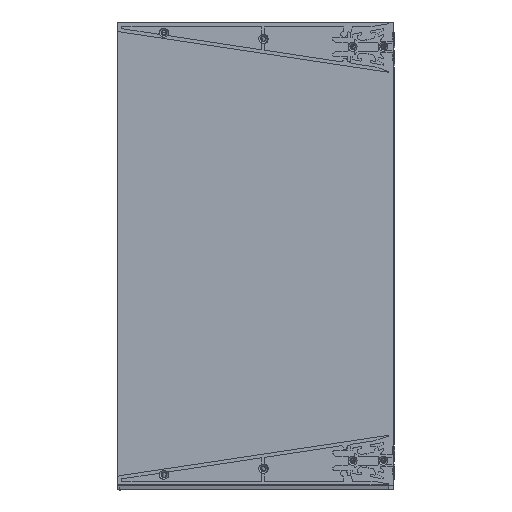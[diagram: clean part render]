
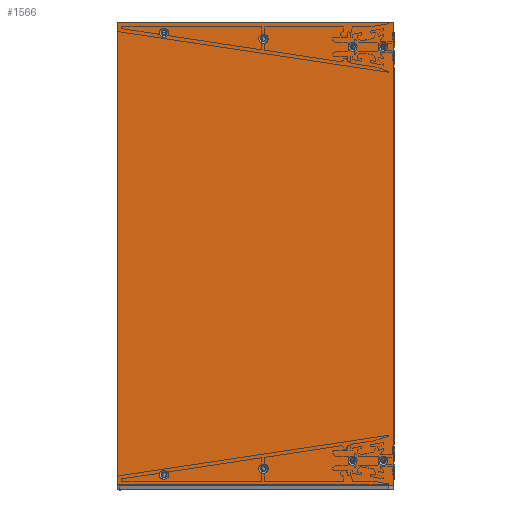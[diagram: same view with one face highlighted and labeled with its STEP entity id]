
A CAD part, top view. The second image highlights one B-rep face of the part: STEP entity #1566.
In plain terms, the highlighted planar face has unit normal (0, 0, 1).
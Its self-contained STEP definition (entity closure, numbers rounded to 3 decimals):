
#1566=ADVANCED_FACE('',(#4110,#4111,#4112,#4113,#4114,#4115,#4116,#4117,#4118),#4119,.T.);
#4110=FACE_BOUND('',#6837,.T.);
#4111=FACE_BOUND('',#6838,.T.);
#4112=FACE_BOUND('',#6839,.T.);
#4113=FACE_BOUND('',#6840,.T.);
#4114=FACE_BOUND('',#6841,.T.);
#4115=FACE_BOUND('',#6842,.T.);
#4116=FACE_BOUND('',#6843,.T.);
#4117=FACE_BOUND('',#6844,.T.);
#4118=FACE_OUTER_BOUND('',#6845,.T.);
#4119=PLANE('',#6846);
#6837=EDGE_LOOP('',(#17106,#17107));
#6838=EDGE_LOOP('',(#17108,#17109));
#6839=EDGE_LOOP('',(#17110,#17111));
#6840=EDGE_LOOP('',(#17112,#17113));
#6841=EDGE_LOOP('',(#17114,#17115));
#6842=EDGE_LOOP('',(#17116,#17117));
#6843=EDGE_LOOP('',(#17118,#17119));
#6844=EDGE_LOOP('',(#17120,#17121));
#6845=EDGE_LOOP('',(#17122,#17123,#17124,#17125,#17126,#17127,#17128,#17129));
#6846=AXIS2_PLACEMENT_3D('',#17130,#17131,#17132);
#17106=ORIENTED_EDGE('',*,*,#20850,.F.);
#17107=ORIENTED_EDGE('',*,*,#20945,.F.);
#17108=ORIENTED_EDGE('',*,*,#20859,.F.);
#17109=ORIENTED_EDGE('',*,*,#20946,.F.);
#17110=ORIENTED_EDGE('',*,*,#20868,.F.);
#17111=ORIENTED_EDGE('',*,*,#20947,.F.);
#17112=ORIENTED_EDGE('',*,*,#20877,.F.);
#17113=ORIENTED_EDGE('',*,*,#20948,.F.);
#17114=ORIENTED_EDGE('',*,*,#20886,.F.);
#17115=ORIENTED_EDGE('',*,*,#20949,.F.);
#17116=ORIENTED_EDGE('',*,*,#20895,.F.);
#17117=ORIENTED_EDGE('',*,*,#20950,.F.);
#17118=ORIENTED_EDGE('',*,*,#20904,.F.);
#17119=ORIENTED_EDGE('',*,*,#20951,.F.);
#17120=ORIENTED_EDGE('',*,*,#20913,.F.);
#17121=ORIENTED_EDGE('',*,*,#20952,.F.);
#17122=ORIENTED_EDGE('',*,*,#20923,.F.);
#17123=ORIENTED_EDGE('',*,*,#20944,.F.);
#17124=ORIENTED_EDGE('',*,*,#20941,.F.);
#17125=ORIENTED_EDGE('',*,*,#20938,.F.);
#17126=ORIENTED_EDGE('',*,*,#20935,.F.);
#17127=ORIENTED_EDGE('',*,*,#20932,.F.);
#17128=ORIENTED_EDGE('',*,*,#20929,.F.);
#17129=ORIENTED_EDGE('',*,*,#20926,.F.);
#17130=CARTESIAN_POINT('',(83.477,7.942,2.0));
#17131=DIRECTION('',(0.0,0.,1.0));
#17132=DIRECTION('',(0.0,1.0,0.));
#20850=EDGE_CURVE('',#26434,#26437,#26438,.T.);
#20859=EDGE_CURVE('',#26451,#26454,#26455,.T.);
#20868=EDGE_CURVE('',#26468,#26471,#26472,.T.);
#20877=EDGE_CURVE('',#26485,#26488,#26489,.T.);
#20886=EDGE_CURVE('',#26502,#26505,#26506,.T.);
#20895=EDGE_CURVE('',#26519,#26522,#26523,.T.);
#20904=EDGE_CURVE('',#26536,#26539,#26540,.T.);
#20913=EDGE_CURVE('',#26553,#26556,#26557,.T.);
#20923=EDGE_CURVE('',#26573,#26575,#26576,.T.);
#20926=EDGE_CURVE('',#26575,#26580,#26581,.T.);
#20929=EDGE_CURVE('',#26580,#26585,#26586,.T.);
#20932=EDGE_CURVE('',#26585,#26590,#26591,.T.);
#20935=EDGE_CURVE('',#26590,#26595,#26596,.T.);
#20938=EDGE_CURVE('',#26595,#26600,#26601,.T.);
#20941=EDGE_CURVE('',#26600,#26605,#26606,.T.);
#20944=EDGE_CURVE('',#26605,#26573,#26609,.T.);
#20945=EDGE_CURVE('',#26437,#26434,#26610,.T.);
#20946=EDGE_CURVE('',#26454,#26451,#26611,.T.);
#20947=EDGE_CURVE('',#26471,#26468,#26612,.T.);
#20948=EDGE_CURVE('',#26488,#26485,#26613,.T.);
#20949=EDGE_CURVE('',#26505,#26502,#26614,.T.);
#20950=EDGE_CURVE('',#26522,#26519,#26615,.T.);
#20951=EDGE_CURVE('',#26539,#26536,#26616,.T.);
#20952=EDGE_CURVE('',#26556,#26553,#26617,.T.);
#26434=VERTEX_POINT('',#34256);
#26437=VERTEX_POINT('',#34260);
#26438=CIRCLE('',#34261,2.9);
#26451=VERTEX_POINT('',#34277);
#26454=VERTEX_POINT('',#34281);
#26455=CIRCLE('',#34282,2.9);
#26468=VERTEX_POINT('',#34298);
#26471=VERTEX_POINT('',#34302);
#26472=CIRCLE('',#34303,2.9);
#26485=VERTEX_POINT('',#34319);
#26488=VERTEX_POINT('',#34323);
#26489=CIRCLE('',#34324,2.9);
#26502=VERTEX_POINT('',#34340);
#26505=VERTEX_POINT('',#34344);
#26506=CIRCLE('',#34345,2.9);
#26519=VERTEX_POINT('',#34361);
#26522=VERTEX_POINT('',#34365);
#26523=CIRCLE('',#34366,2.9);
#26536=VERTEX_POINT('',#34382);
#26539=VERTEX_POINT('',#34386);
#26540=CIRCLE('',#34387,2.9);
#26553=VERTEX_POINT('',#34403);
#26556=VERTEX_POINT('',#34407);
#26557=CIRCLE('',#34408,2.9);
#26573=VERTEX_POINT('',#34427);
#26575=VERTEX_POINT('',#34430);
#26576=CIRCLE('',#34431,1.0);
#26580=VERTEX_POINT('',#34437);
#26581=LINE('',#34438,#34439);
#26585=VERTEX_POINT('',#34444);
#26586=CIRCLE('',#34445,1.0);
#26590=VERTEX_POINT('',#34451);
#26591=LINE('',#34452,#34453);
#26595=VERTEX_POINT('',#34458);
#26596=CIRCLE('',#34459,1.5);
#26600=VERTEX_POINT('',#34465);
#26601=LINE('',#34466,#34467);
#26605=VERTEX_POINT('',#34472);
#26606=CIRCLE('',#34473,1.5);
#26609=LINE('',#34478,#34479);
#26610=CIRCLE('',#34480,2.9);
#26611=CIRCLE('',#34481,2.9);
#26612=CIRCLE('',#34482,2.9);
#26613=CIRCLE('',#34483,2.9);
#26614=CIRCLE('',#34484,2.9);
#26615=CIRCLE('',#34485,2.9);
#26616=CIRCLE('',#34486,2.9);
#26617=CIRCLE('',#34487,2.9);
#34256=CARTESIAN_POINT('',(-64.523,-1.014,2.0));
#34260=CARTESIAN_POINT('',(-64.523,4.786,2.0));
#34261=AXIS2_PLACEMENT_3D('',#40311,#40312,#40313);
#34277=CARTESIAN_POINT('',(0.0,-4.9,2.0));
#34281=CARTESIAN_POINT('',(0.,0.9,2.0));
#34282=AXIS2_PLACEMENT_3D('',#40330,#40331,#40332);
#34298=CARTESIAN_POINT('',(57.973,-10.121,2.0));
#34302=CARTESIAN_POINT('',(57.973,-4.321,2.0));
#34303=AXIS2_PLACEMENT_3D('',#40349,#40350,#40351);
#34319=CARTESIAN_POINT('',(77.973,-10.121,2.0));
#34323=CARTESIAN_POINT('',(77.973,-4.321,2.0));
#34324=AXIS2_PLACEMENT_3D('',#40368,#40369,#40370);
#34340=CARTESIAN_POINT('',(77.973,-278.794,2.0));
#34344=CARTESIAN_POINT('',(77.973,-272.994,2.0));
#34345=AXIS2_PLACEMENT_3D('',#40387,#40388,#40389);
#34361=CARTESIAN_POINT('',(57.973,-278.794,2.0));
#34365=CARTESIAN_POINT('',(57.973,-272.994,2.0));
#34366=AXIS2_PLACEMENT_3D('',#40406,#40407,#40408);
#34382=CARTESIAN_POINT('',(0.,-284.015,2.0));
#34386=CARTESIAN_POINT('',(0.,-278.215,2.0));
#34387=AXIS2_PLACEMENT_3D('',#40425,#40426,#40427);
#34403=CARTESIAN_POINT('',(-64.523,-287.901,2.0));
#34407=CARTESIAN_POINT('',(-64.523,-282.101,2.0));
#34408=AXIS2_PLACEMENT_3D('',#40444,#40445,#40446);
#34427=CARTESIAN_POINT('',(83.477,8.942,2.0));
#34430=CARTESIAN_POINT('',(84.477,7.942,2.0));
#34431=AXIS2_PLACEMENT_3D('',#40466,#40467,#40468);
#34437=CARTESIAN_POINT('',(84.477,-291.058,2.0));
#34438=CARTESIAN_POINT('',(84.477,8.942,2.0));
#34439=VECTOR('',#40471,1000.0);
#34444=CARTESIAN_POINT('',(83.477,-292.058,2.0));
#34445=AXIS2_PLACEMENT_3D('',#40476,#40477,#40478);
#34451=CARTESIAN_POINT('',(-93.523,-292.058,2.0));
#34452=CARTESIAN_POINT('',(84.477,-292.058,2.0));
#34453=VECTOR('',#40481,1000.0);
#34458=CARTESIAN_POINT('',(-95.023,-290.558,2.0));
#34459=AXIS2_PLACEMENT_3D('',#40486,#40487,#40488);
#34465=CARTESIAN_POINT('',(-95.023,7.442,2.0));
#34466=CARTESIAN_POINT('',(-95.023,-290.558,2.0));
#34467=VECTOR('',#40491,1000.0);
#34472=CARTESIAN_POINT('',(-93.523,8.942,2.0));
#34473=AXIS2_PLACEMENT_3D('',#40496,#40497,#40498);
#34478=CARTESIAN_POINT('',(-93.523,8.942,2.0));
#34479=VECTOR('',#40501,1000.0);
#34480=AXIS2_PLACEMENT_3D('',#40502,#40503,#40504);
#34481=AXIS2_PLACEMENT_3D('',#40505,#40506,#40507);
#34482=AXIS2_PLACEMENT_3D('',#40508,#40509,#40510);
#34483=AXIS2_PLACEMENT_3D('',#40511,#40512,#40513);
#34484=AXIS2_PLACEMENT_3D('',#40514,#40515,#40516);
#34485=AXIS2_PLACEMENT_3D('',#40517,#40518,#40519);
#34486=AXIS2_PLACEMENT_3D('',#40520,#40521,#40522);
#34487=AXIS2_PLACEMENT_3D('',#40523,#40524,#40525);
#40311=CARTESIAN_POINT('',(-64.523,1.886,2.0));
#40312=DIRECTION('',(0.0,0.,1.0));
#40313=DIRECTION('',(0.0,-1.0,0.));
#40330=CARTESIAN_POINT('',(0.0,-2.,2.0));
#40331=DIRECTION('',(0.0,0.,1.0));
#40332=DIRECTION('',(0.0,-1.0,0.));
#40349=CARTESIAN_POINT('',(57.973,-7.221,2.0));
#40350=DIRECTION('',(0.0,0.,1.0));
#40351=DIRECTION('',(0.0,-1.0,0.));
#40368=CARTESIAN_POINT('',(77.973,-7.221,2.0));
#40369=DIRECTION('',(0.0,0.,1.0));
#40370=DIRECTION('',(0.0,-1.0,0.));
#40387=CARTESIAN_POINT('',(77.973,-275.894,2.0));
#40388=DIRECTION('',(0.0,0.,1.0));
#40389=DIRECTION('',(0.0,-1.0,0.));
#40406=CARTESIAN_POINT('',(57.973,-275.894,2.0));
#40407=DIRECTION('',(0.0,0.,1.0));
#40408=DIRECTION('',(0.0,-1.0,0.));
#40425=CARTESIAN_POINT('',(0.,-281.115,2.0));
#40426=DIRECTION('',(0.0,0.,1.0));
#40427=DIRECTION('',(0.0,-1.0,0.));
#40444=CARTESIAN_POINT('',(-64.523,-285.001,2.0));
#40445=DIRECTION('',(0.0,0.,1.0));
#40446=DIRECTION('',(0.0,-1.0,0.));
#40466=CARTESIAN_POINT('',(83.477,7.942,2.0));
#40467=DIRECTION('',(0.0,0.,-1.0));
#40468=DIRECTION('',(-1.0,0.0,0.0));
#40471=DIRECTION('',(0.,-1.0,0.));
#40476=CARTESIAN_POINT('',(83.477,-291.058,2.0));
#40477=DIRECTION('',(0.0,0.,-1.0));
#40478=DIRECTION('',(1.0,0.0,0.0));
#40481=DIRECTION('',(-1.0,0.,0.));
#40486=CARTESIAN_POINT('',(-93.523,-290.558,2.0));
#40487=DIRECTION('',(0.0,0.,-1.0));
#40488=DIRECTION('',(1.0,0.0,0.0));
#40491=DIRECTION('',(0.,1.0,0.));
#40496=CARTESIAN_POINT('',(-93.523,7.442,2.0));
#40497=DIRECTION('',(0.0,0.,-1.0));
#40498=DIRECTION('',(1.0,0.0,0.0));
#40501=DIRECTION('',(1.0,0.,0.));
#40502=CARTESIAN_POINT('',(-64.523,1.886,2.0));
#40503=DIRECTION('',(0.0,0.,1.0));
#40504=DIRECTION('',(0.0,-1.0,0.));
#40505=CARTESIAN_POINT('',(0.0,-2.,2.0));
#40506=DIRECTION('',(0.0,0.,1.0));
#40507=DIRECTION('',(0.0,-1.0,0.));
#40508=CARTESIAN_POINT('',(57.973,-7.221,2.0));
#40509=DIRECTION('',(0.0,0.,1.0));
#40510=DIRECTION('',(0.0,-1.0,0.));
#40511=CARTESIAN_POINT('',(77.973,-7.221,2.0));
#40512=DIRECTION('',(0.0,0.,1.0));
#40513=DIRECTION('',(0.0,-1.0,0.));
#40514=CARTESIAN_POINT('',(77.973,-275.894,2.0));
#40515=DIRECTION('',(0.0,0.,1.0));
#40516=DIRECTION('',(0.0,-1.0,0.));
#40517=CARTESIAN_POINT('',(57.973,-275.894,2.0));
#40518=DIRECTION('',(0.0,0.,1.0));
#40519=DIRECTION('',(0.0,-1.0,0.));
#40520=CARTESIAN_POINT('',(0.,-281.115,2.0));
#40521=DIRECTION('',(0.0,0.,1.0));
#40522=DIRECTION('',(0.0,-1.0,0.));
#40523=CARTESIAN_POINT('',(-64.523,-285.001,2.0));
#40524=DIRECTION('',(0.0,0.,1.0));
#40525=DIRECTION('',(0.0,-1.0,0.));
